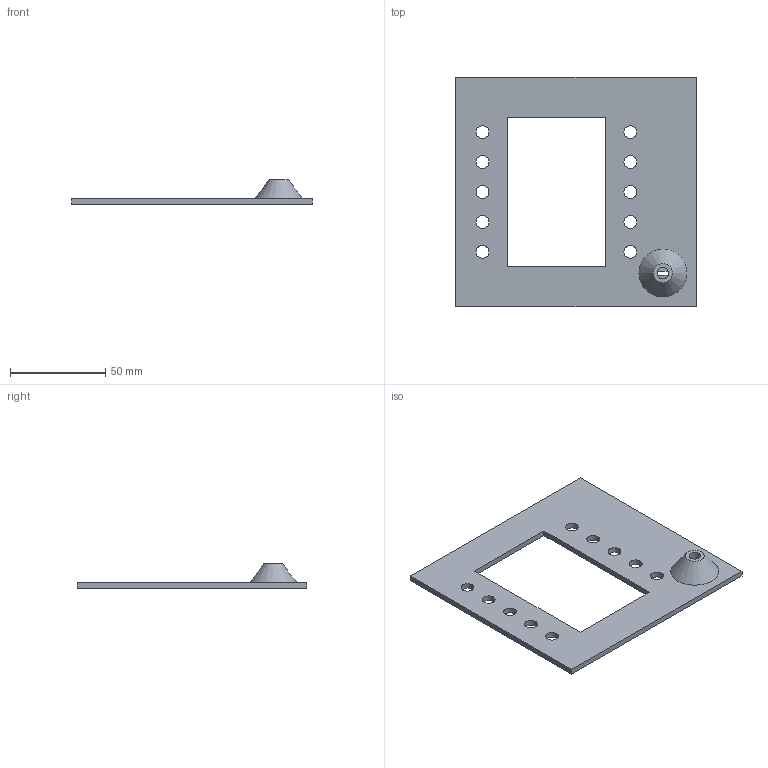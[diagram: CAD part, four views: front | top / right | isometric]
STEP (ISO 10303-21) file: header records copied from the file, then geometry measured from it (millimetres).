
FILE_DESCRIPTION(/* description */ (''),/* implementation_level */ '2;1');
FILE_NAME(/* name */ 'a0cc9f1b-e517-4b68-a982-43bef2b0c6c9.stp',/* time_stamp */ '2018-12-10T15:03:15+00:00',/* author */ (''),/* organization */ (''),/* preprocessor_version */ 'ST-DEVELOPER v17.2',/* originating_system */ 'Autodesk Translation Framework v7.6.0.251',/* authorisation */ '');
FILE_SCHEMA (('AUTOMOTIVE_DESIGN { 1 0 10303 214 3 1 1 }'));
Length unit declared in the file: millimetre
Products named in the file (2): Front Face Password; light_cone
Assembly tree (1 placements, depth 2):
  Front Face Password
    light_cone
Bounding box: 126 x 120 x 13 mm (x, y, z)
Volume: 34461.2 mm3; surface area: 25762.4 mm2
Topology: 2 solids, 2 shells, 36 faces, 90 edges, 58 vertices
Faces by surface type: plane 24, cylinder 11, cone 1
Full cylindrical faces by diameter (mm): 6 x1, 6.75 x10
Entity records: 1206 total; most frequent: DIRECTION 200, CARTESIAN_POINT 188, ORIENTED_EDGE 180, EDGE_CURVE 90, AXIS2_PLACEMENT_3D 70, EDGE_LOOP 62, LINE 60, VECTOR 60
